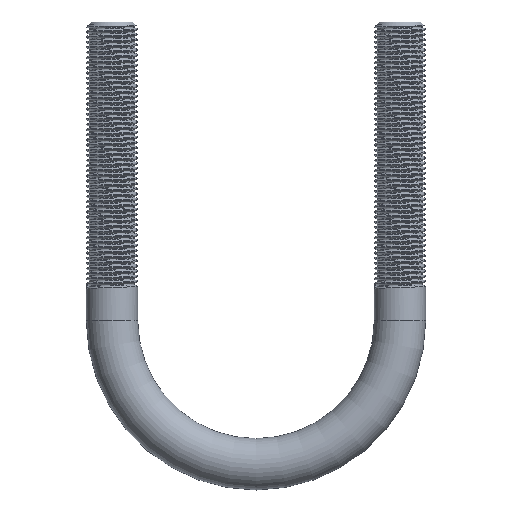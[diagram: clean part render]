
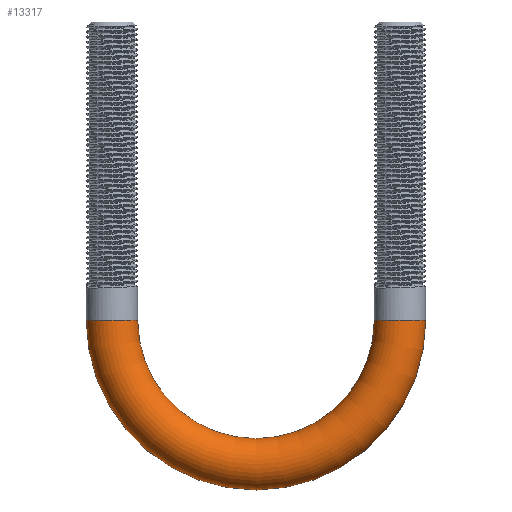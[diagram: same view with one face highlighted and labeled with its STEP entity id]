
A CAD part, front view. The second image highlights one B-rep face of the part: STEP entity #13317.
In plain terms, the highlighted toroidal (fillet/blend) face has major radius 28 mm and minor radius 5 mm.
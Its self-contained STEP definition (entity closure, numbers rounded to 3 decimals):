
#770 = CARTESIAN_POINT ( 'NONE',  ( -21.5, 0., -129.642 ) ) ;
#1105 = AXIS2_PLACEMENT_3D ( 'NONE', #2608, #2788, #17259 ) ;
#1297 = ORIENTED_EDGE ( 'NONE', *, *, #8838, .F. ) ;
#1626 = CIRCLE ( 'NONE', #15406, 5. ) ;
#2608 = CARTESIAN_POINT ( 'NONE',  ( 11.5, 0., -129.642 ) ) ;
#2788 = DIRECTION ( 'NONE',  ( 0., 1., 0. ) ) ;
#2863 = EDGE_CURVE ( 'NONE', #7628, #5650, #12709, .T. ) ;
#3194 = DIRECTION ( 'NONE',  ( 0., 1., 0. ) ) ;
#3296 = CARTESIAN_POINT ( 'NONE',  ( -11.5, 0., -129.642 ) ) ;
#3501 = VERTEX_POINT ( 'NONE', #18677 ) ;
#4198 = CIRCLE ( 'NONE', #8458, 5. ) ;
#4538 = EDGE_CURVE ( 'NONE', #17099, #5650, #4198, .T. ) ;
#4557 = AXIS2_PLACEMENT_3D ( 'NONE', #10049, #15925, #11690 ) ;
#5650 = VERTEX_POINT ( 'NONE', #770 ) ;
#6411 = DIRECTION ( 'NONE',  ( 0., 0., 1. ) ) ;
#7628 = VERTEX_POINT ( 'NONE', #8243 ) ;
#8055 = DIRECTION ( 'NONE',  ( -1., 0., 0. ) ) ;
#8243 = CARTESIAN_POINT ( 'NONE',  ( 44.5, 0., -129.642 ) ) ;
#8458 = AXIS2_PLACEMENT_3D ( 'NONE', #13909, #12382, #8055 ) ;
#8838 = EDGE_CURVE ( 'NONE', #3501, #7628, #1626, .T. ) ;
#10049 = CARTESIAN_POINT ( 'NONE',  ( 11.5, 0., -129.642 ) ) ;
#10252 = DIRECTION ( 'NONE',  ( 0., 0., 1. ) ) ;
#10344 = ORIENTED_EDGE ( 'NONE', *, *, #4538, .T. ) ;
#10348 = CIRCLE ( 'NONE', #4557, 23. ) ;
#11690 = DIRECTION ( 'NONE',  ( 0., 0., 1. ) ) ;
#12382 = DIRECTION ( 'NONE',  ( 0., 0., -1. ) ) ;
#12709 = CIRCLE ( 'NONE', #1105, 33. ) ;
#12933 = EDGE_LOOP ( 'NONE', ( #16021, #1297, #17762, #10344 ) ) ;
#13249 = FACE_OUTER_BOUND ( 'NONE', #12933, .T. ) ;
#13317 = ADVANCED_FACE ( 'NONE', ( #13249 ), #18927, .T. ) ;
#13909 = CARTESIAN_POINT ( 'NONE',  ( -16.5, 0., -129.642 ) ) ;
#14600 = CARTESIAN_POINT ( 'NONE',  ( 11.5, 0., -129.642 ) ) ;
#15406 = AXIS2_PLACEMENT_3D ( 'NONE', #15601, #6411, #18484 ) ;
#15601 = CARTESIAN_POINT ( 'NONE',  ( 39.5, 0., -129.642 ) ) ;
#15846 = EDGE_CURVE ( 'NONE', #3501, #17099, #10348, .T. ) ;
#15925 = DIRECTION ( 'NONE',  ( 0., 1., 0. ) ) ;
#16021 = ORIENTED_EDGE ( 'NONE', *, *, #2863, .F. ) ;
#17099 = VERTEX_POINT ( 'NONE', #3296 ) ;
#17259 = DIRECTION ( 'NONE',  ( 0., 0., 1. ) ) ;
#17762 = ORIENTED_EDGE ( 'NONE', *, *, #15846, .T. ) ;
#18323 = AXIS2_PLACEMENT_3D ( 'NONE', #14600, #3194, #10252 ) ;
#18484 = DIRECTION ( 'NONE',  ( 1., 0., 0. ) ) ;
#18677 = CARTESIAN_POINT ( 'NONE',  ( 34.5, 0., -129.642 ) ) ;
#18927 = TOROIDAL_SURFACE ( 'NONE', #18323, 28., 5. ) ;
